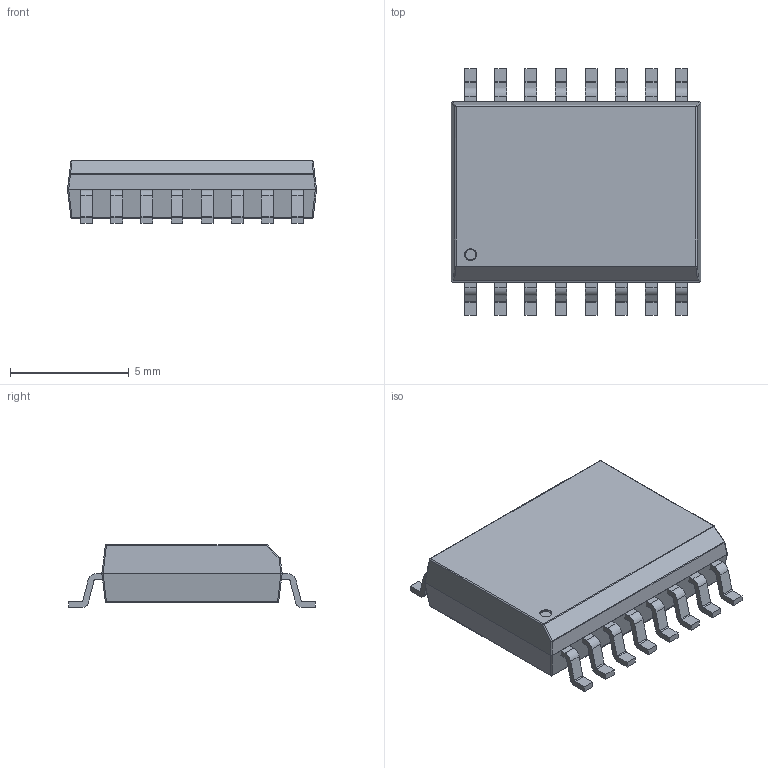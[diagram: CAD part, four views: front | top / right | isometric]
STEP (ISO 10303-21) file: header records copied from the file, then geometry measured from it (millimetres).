
FILE_DESCRIPTION(('STEP AP214'), '1');
FILE_NAME('SOIC-16W', '', ('UNSPECIFIED'), ('UNSPECIFIED'), 'ASCON STEP Converter 1.3', 'ASCON Math Kernel', '');
FILE_SCHEMA(('AUTOMOTIVE_DESIGN { 1 0 10303 214 3 1 1}'));
Length unit declared in the file: millimetre
Bounding box: 10.5 x 10.4 x 2.65 mm (x, y, z)
Volume: 192.3 mm3; surface area: 294.8 mm2
Topology: 17 solids, 17 shells, 268 faces, 814 edges, 613 vertices
Faces by surface type: plane 172, cylinder 87, bspline 8, torus 1
Full cylindrical faces by diameter (mm): 0.5 x1
Entity records: 11542 total; most frequent: CARTESIAN_POINT 1850, DIRECTION 1501, ORIENTED_EDGE 1368, EDGE_CURVE 684, LINE 557, VECTOR 557, AXIS2_PLACEMENT_3D 472, VERTEX_POINT 453
